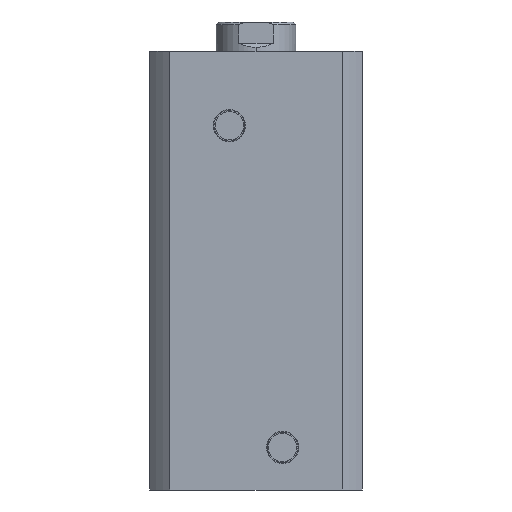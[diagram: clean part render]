
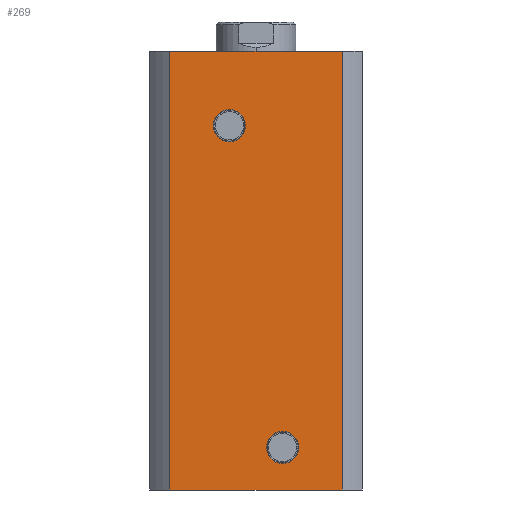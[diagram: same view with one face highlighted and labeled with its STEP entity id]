
A CAD part, left-side view. The second image highlights one B-rep face of the part: STEP entity #269.
In plain terms, the highlighted planar face has unit normal (-1, 0, 0).
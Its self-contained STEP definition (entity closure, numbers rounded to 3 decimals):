
#74 = VERTEX_POINT ( 'NONE', #2715 ) ;
#83 = VERTEX_POINT ( 'NONE', #3333 ) ;
#84 = VERTEX_POINT ( 'NONE', #3328 ) ;
#112 = VERTEX_POINT ( 'NONE', #3306 ) ;
#172 = VERTEX_POINT ( 'NONE', #1693 ) ;
#179 = VERTEX_POINT ( 'NONE', #1059 ) ;
#269 = ADVANCED_FACE ( 'NONE', ( #1664, #1661, #1669 ), #1181, .F. ) ;
#366 = DIRECTION ( 'NONE',  ( 0., 0., -1. ) ) ;
#372 = CARTESIAN_POINT ( 'NONE',  ( -40., 32.438, 165. ) ) ;
#381 = CARTESIAN_POINT ( 'NONE',  ( -40., 0., 0. ) ) ;
#382 = DIRECTION ( 'NONE',  ( 0., -1., 0. ) ) ;
#383 = CARTESIAN_POINT ( 'NONE',  ( -40., -10., 16. ) ) ;
#384 = DIRECTION ( 'NONE',  ( -1., 0., 0. ) ) ;
#385 = DIRECTION ( 'NONE',  ( 0., 0., 1. ) ) ;
#387 = CARTESIAN_POINT ( 'NONE',  ( -40., 0., 165. ) ) ;
#388 = CARTESIAN_POINT ( 'NONE',  ( -40., 10., 137. ) ) ;
#389 = DIRECTION ( 'NONE',  ( -1., 0., 0. ) ) ;
#390 = DIRECTION ( 'NONE',  ( 0., 0., 1. ) ) ;
#391 = CARTESIAN_POINT ( 'NONE',  ( -40., -32.438, 165. ) ) ;
#393 = DIRECTION ( 'NONE',  ( 0., 0., -1. ) ) ;
#394 = DIRECTION ( 'NONE',  ( 0., -1., 0. ) ) ;
#764 = AXIS2_PLACEMENT_3D ( 'NONE', #1870, #1871, #1872 ) ;
#768 = AXIS2_PLACEMENT_3D ( 'NONE', #1890, #1891, #1892 ) ;
#809 = AXIS2_PLACEMENT_3D ( 'NONE', #383, #384, #385 ) ;
#810 = AXIS2_PLACEMENT_3D ( 'NONE', #388, #389, #390 ) ;
#902 = VERTEX_POINT ( 'NONE', #1514 ) ;
#922 = VERTEX_POINT ( 'NONE', #1516 ) ;
#930 = EDGE_LOOP ( 'NONE', ( #2662, #2655 ) ) ;
#1040 = EDGE_LOOP ( 'NONE', ( #2679, #2656 ) ) ;
#1041 = EDGE_LOOP ( 'NONE', ( #2689, #2690, #2700, #2688 ) ) ;
#1059 = CARTESIAN_POINT ( 'NONE',  ( -40., -10., 9.94 ) ) ;
#1174 = DIRECTION ( 'NONE',  ( 1., 0., 0. ) ) ;
#1179 = CARTESIAN_POINT ( 'NONE',  ( -40., 0., 165. ) ) ;
#1181 = PLANE ( 'NONE',  #1706 ) ;
#1183 = DIRECTION ( 'NONE',  ( 0., 1., 0. ) ) ;
#1514 = CARTESIAN_POINT ( 'NONE',  ( -40., -32.438, 165. ) ) ;
#1516 = CARTESIAN_POINT ( 'NONE',  ( -40., -32.438, 0. ) ) ;
#1661 = FACE_BOUND ( 'NONE', #1040, .T. ) ;
#1664 = FACE_BOUND ( 'NONE', #930, .T. ) ;
#1669 = FACE_OUTER_BOUND ( 'NONE', #1041, .T. ) ;
#1693 = CARTESIAN_POINT ( 'NONE',  ( -40., 32.438, 165. ) ) ;
#1706 = AXIS2_PLACEMENT_3D ( 'NONE', #1179, #1174, #1183 ) ;
#1870 = CARTESIAN_POINT ( 'NONE',  ( -40., -10., 16. ) ) ;
#1871 = DIRECTION ( 'NONE',  ( -1., 0., 0. ) ) ;
#1872 = DIRECTION ( 'NONE',  ( 0., 0., 1. ) ) ;
#1890 = CARTESIAN_POINT ( 'NONE',  ( -40., 10., 137. ) ) ;
#1891 = DIRECTION ( 'NONE',  ( -1., 0., 0. ) ) ;
#1892 = DIRECTION ( 'NONE',  ( 0., 0., 1. ) ) ;
#2655 = ORIENTED_EDGE ( 'NONE', *, *, #3356, .F. ) ;
#2656 = ORIENTED_EDGE ( 'NONE', *, *, #3364, .F. ) ;
#2662 = ORIENTED_EDGE ( 'NONE', *, *, #3491, .F. ) ;
#2679 = ORIENTED_EDGE ( 'NONE', *, *, #3492, .F. ) ;
#2688 = ORIENTED_EDGE ( 'NONE', *, *, #3489, .T. ) ;
#2689 = ORIENTED_EDGE ( 'NONE', *, *, #3493, .T. ) ;
#2690 = ORIENTED_EDGE ( 'NONE', *, *, #3494, .F. ) ;
#2700 = ORIENTED_EDGE ( 'NONE', *, *, #3495, .F. ) ;
#2715 = CARTESIAN_POINT ( 'NONE',  ( -40., -10., 22.06 ) ) ;
#2802 = CIRCLE ( 'NONE', #764, 6.06 ) ;
#2814 = CIRCLE ( 'NONE', #768, 6.06 ) ;
#3031 = LINE ( 'NONE', #372, #3033 ) ;
#3032 = LINE ( 'NONE', #387, #3042 ) ;
#3033 = VECTOR ( 'NONE', #366, 1000. ) ;
#3034 = CIRCLE ( 'NONE', #809, 6.06 ) ;
#3035 = CIRCLE ( 'NONE', #810, 6.06 ) ;
#3036 = LINE ( 'NONE', #381, #3038 ) ;
#3037 = LINE ( 'NONE', #391, #3040 ) ;
#3038 = VECTOR ( 'NONE', #382, 1000. ) ;
#3040 = VECTOR ( 'NONE', #393, 1000. ) ;
#3042 = VECTOR ( 'NONE', #394, 1000. ) ;
#3306 = CARTESIAN_POINT ( 'NONE',  ( -40., 32.438, 0. ) ) ;
#3328 = CARTESIAN_POINT ( 'NONE',  ( -40., 10., 143.06 ) ) ;
#3333 = CARTESIAN_POINT ( 'NONE',  ( -40., 10., 130.94 ) ) ;
#3356 = EDGE_CURVE ( 'NONE', #179, #74, #2802, .T. ) ;
#3364 = EDGE_CURVE ( 'NONE', #83, #84, #2814, .T. ) ;
#3489 = EDGE_CURVE ( 'NONE', #172, #112, #3031, .T. ) ;
#3491 = EDGE_CURVE ( 'NONE', #74, #179, #3034, .T. ) ;
#3492 = EDGE_CURVE ( 'NONE', #84, #83, #3035, .T. ) ;
#3493 = EDGE_CURVE ( 'NONE', #112, #922, #3036, .T. ) ;
#3494 = EDGE_CURVE ( 'NONE', #902, #922, #3037, .T. ) ;
#3495 = EDGE_CURVE ( 'NONE', #172, #902, #3032, .T. ) ;
